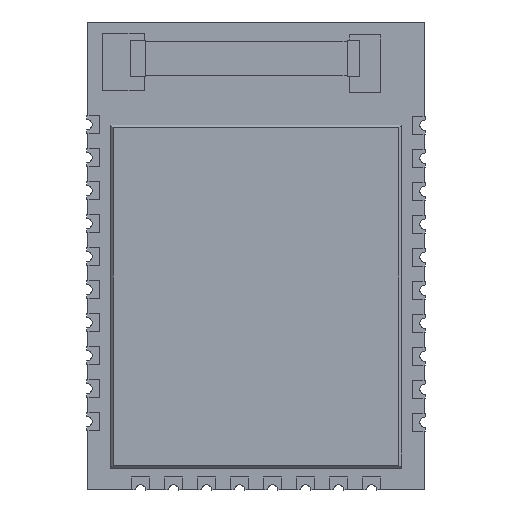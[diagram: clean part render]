
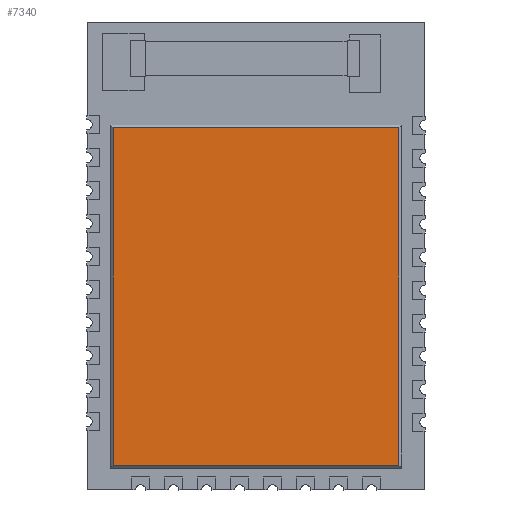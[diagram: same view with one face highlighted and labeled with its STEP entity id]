
A CAD part, top view. The second image highlights one B-rep face of the part: STEP entity #7340.
In plain terms, the highlighted planar face has unit normal (0, 0, 1).
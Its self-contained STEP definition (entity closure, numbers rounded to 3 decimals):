
#7225 = VERTEX_POINT('',#7226);
#7226 = CARTESIAN_POINT('',(-5.5,4.98,3.));
#7234 = VERTEX_POINT('',#7235);
#7235 = CARTESIAN_POINT('',(5.5,4.98,3.));
#7241 = EDGE_CURVE('',#7225,#7234,#7242,.T.);
#7242 = LINE('',#7243,#7244);
#7243 = CARTESIAN_POINT('',(-5.6,4.98,3.));
#7244 = VECTOR('',#7245,1.);
#7245 = DIRECTION('',(1.,0.,0.));
#7321 = VERTEX_POINT('',#7322);
#7322 = CARTESIAN_POINT('',(-5.5,-8.02,3.));
#7330 = EDGE_CURVE('',#7321,#7225,#7331,.T.);
#7331 = LINE('',#7332,#7333);
#7332 = CARTESIAN_POINT('',(-5.5,-8.12,3.));
#7333 = VECTOR('',#7334,1.);
#7334 = DIRECTION('',(0.,1.,0.));
#7340 = ADVANCED_FACE('',(#7341),#7359,.F.);
#7341 = FACE_BOUND('',#7342,.F.);
#7342 = EDGE_LOOP('',(#7343,#7344,#7352,#7358));
#7343 = ORIENTED_EDGE('',*,*,#7241,.T.);
#7344 = ORIENTED_EDGE('',*,*,#7345,.T.);
#7345 = EDGE_CURVE('',#7234,#7346,#7348,.T.);
#7346 = VERTEX_POINT('',#7347);
#7347 = CARTESIAN_POINT('',(5.5,-8.02,3.));
#7348 = LINE('',#7349,#7350);
#7349 = CARTESIAN_POINT('',(5.5,5.08,3.));
#7350 = VECTOR('',#7351,1.);
#7351 = DIRECTION('',(0.,-1.,0.));
#7352 = ORIENTED_EDGE('',*,*,#7353,.T.);
#7353 = EDGE_CURVE('',#7346,#7321,#7354,.T.);
#7354 = LINE('',#7355,#7356);
#7355 = CARTESIAN_POINT('',(5.6,-8.02,3.));
#7356 = VECTOR('',#7357,1.);
#7357 = DIRECTION('',(-1.,0.,0.));
#7358 = ORIENTED_EDGE('',*,*,#7330,.T.);
#7359 = PLANE('',#7360);
#7360 = AXIS2_PLACEMENT_3D('',#7361,#7362,#7363);
#7361 = CARTESIAN_POINT('',(0.,-1.52,3.));
#7362 = DIRECTION('',(-0.,-0.,-1.));
#7363 = DIRECTION('',(-1.,0.,0.));
